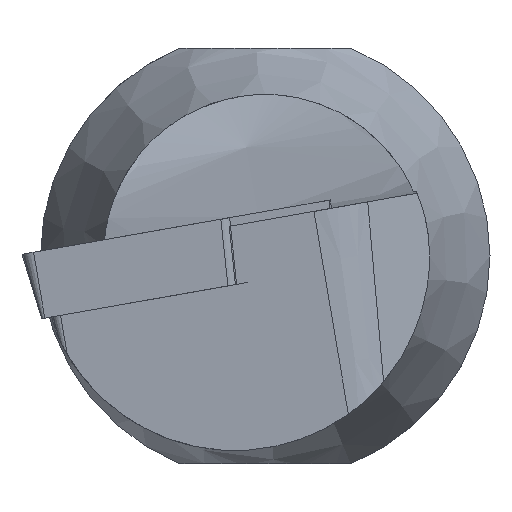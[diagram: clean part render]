
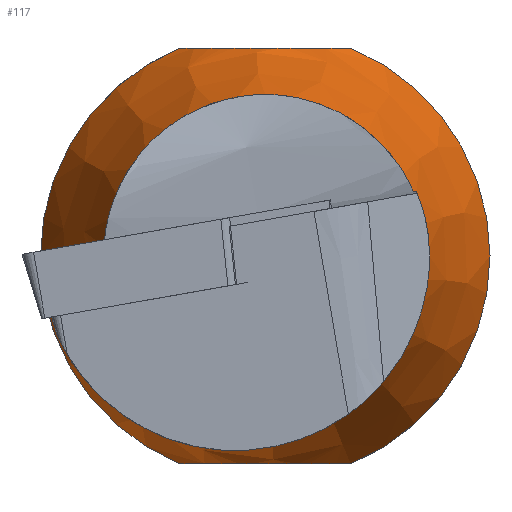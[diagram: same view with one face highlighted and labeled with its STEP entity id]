
A CAD part, left-side view. The second image highlights one B-rep face of the part: STEP entity #117.
In plain terms, the highlighted conical face has half-angle 20 degrees and reference radius 5.75 mm.
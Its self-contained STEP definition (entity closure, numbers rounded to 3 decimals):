
#61=FACE_BOUND('',#199,.T.);
#62=FACE_BOUND('',#200,.T.);
#70=CONICAL_SURFACE('',#644,5.75,20.);
#84=B_SPLINE_CURVE_WITH_KNOTS('',3,(#982,#983,#984,#985,#986,#987),
 .UNSPECIFIED.,.F.,.F.,(4,2,4),(0.,0.5,1.),.UNSPECIFIED.);
#85=B_SPLINE_CURVE_WITH_KNOTS('',3,(#991,#992,#993,#994,#995,#996),
 .UNSPECIFIED.,.F.,.F.,(4,2,4),(0.,0.5,1.),.UNSPECIFIED.);
#100=CIRCLE('',#641,5.75);
#101=CIRCLE('',#642,8.);
#102=CIRCLE('',#643,8.);
#117=ADVANCED_FACE('',(#61,#62),#70,.T.);
#199=EDGE_LOOP('',(#279));
#200=EDGE_LOOP('',(#280,#281,#282,#283));
#279=ORIENTED_EDGE('',*,*,#494,.T.);
#280=ORIENTED_EDGE('',*,*,#495,.F.);
#281=ORIENTED_EDGE('',*,*,#496,.T.);
#282=ORIENTED_EDGE('',*,*,#497,.F.);
#283=ORIENTED_EDGE('',*,*,#498,.T.);
#431=VERTEX_POINT('',#978);
#432=VERTEX_POINT('',#980);
#433=VERTEX_POINT('',#981);
#434=VERTEX_POINT('',#988);
#435=VERTEX_POINT('',#990);
#494=EDGE_CURVE('',#431,#431,#100,.T.);
#495=EDGE_CURVE('',#432,#433,#101,.T.);
#496=EDGE_CURVE('',#432,#434,#84,.T.);
#497=EDGE_CURVE('',#435,#434,#102,.T.);
#498=EDGE_CURVE('',#435,#433,#85,.T.);
#641=AXIS2_PLACEMENT_3D('',#977,#734,#735);
#642=AXIS2_PLACEMENT_3D('',#979,#736,#737);
#643=AXIS2_PLACEMENT_3D('',#989,#738,#739);
#644=AXIS2_PLACEMENT_3D('',#997,#740,#741);
#734=DIRECTION('',(1.,0.,0.));
#735=DIRECTION('',(0.,0.,1.));
#736=DIRECTION('',(1.,0.,0.));
#737=DIRECTION('',(0.,0.,1.));
#738=DIRECTION('',(1.,0.,0.));
#739=DIRECTION('',(0.,0.,1.));
#740=DIRECTION('',(1.,0.,0.));
#741=DIRECTION('',(0.,0.,-1.));
#977=CARTESIAN_POINT('',(37.,0.,0.));
#978=CARTESIAN_POINT('',(37.,0.,5.75));
#979=CARTESIAN_POINT('',(43.182,0.,0.));
#980=CARTESIAN_POINT('',(43.182,-3.04,7.4));
#981=CARTESIAN_POINT('',(43.182,-3.04,-7.4));
#982=CARTESIAN_POINT('',(43.182,-3.04,7.4));
#983=CARTESIAN_POINT('',(42.335,-2.229,7.4));
#984=CARTESIAN_POINT('',(41.534,-1.192,7.4));
#985=CARTESIAN_POINT('',(41.532,1.187,7.4));
#986=CARTESIAN_POINT('',(42.323,2.217,7.4));
#987=CARTESIAN_POINT('',(43.182,3.04,7.4));
#988=CARTESIAN_POINT('',(43.182,3.04,7.4));
#989=CARTESIAN_POINT('',(43.182,0.,0.));
#990=CARTESIAN_POINT('',(43.182,3.04,-7.4));
#991=CARTESIAN_POINT('',(43.182,3.04,-7.4));
#992=CARTESIAN_POINT('',(42.335,2.229,-7.4));
#993=CARTESIAN_POINT('',(41.534,1.192,-7.4));
#994=CARTESIAN_POINT('',(41.532,-1.187,-7.4));
#995=CARTESIAN_POINT('',(42.323,-2.217,-7.4));
#996=CARTESIAN_POINT('',(43.182,-3.04,-7.4));
#997=CARTESIAN_POINT('',(37.,0.,0.));
